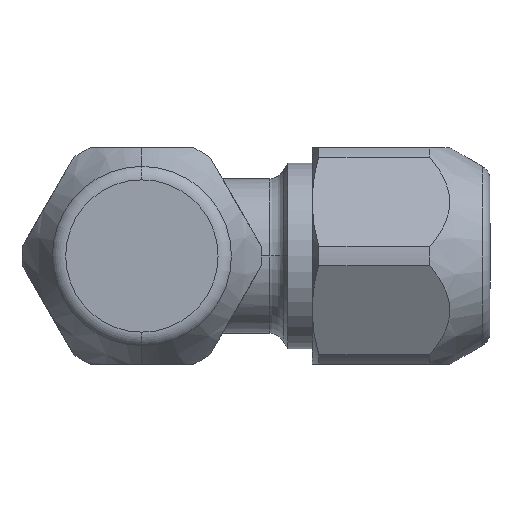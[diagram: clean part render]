
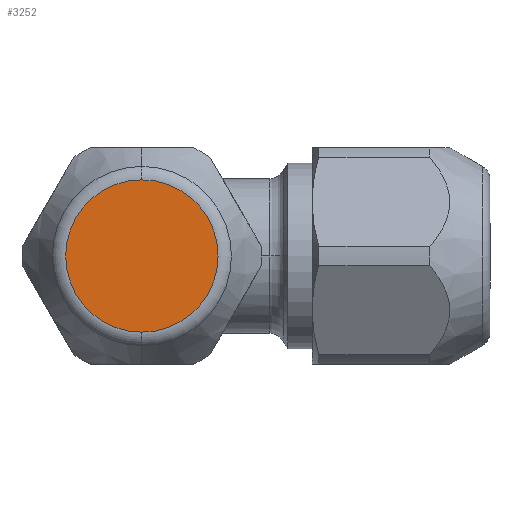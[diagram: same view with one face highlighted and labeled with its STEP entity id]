
A CAD part, left-side view. The second image highlights one B-rep face of the part: STEP entity #3252.
In plain terms, the highlighted planar face has unit normal (-1, 0, 0).
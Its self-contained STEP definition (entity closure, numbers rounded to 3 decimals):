
#77 = VERTEX_POINT ( 'NONE', #737 ) ;
#126 = VERTEX_POINT ( 'NONE', #786 ) ;
#393 = EDGE_LOOP ( 'NONE', ( #2810, #2811 ) ) ;
#663 = AXIS2_PLACEMENT_3D ( 'NONE', #1176, #1177, #1178 ) ;
#737 = CARTESIAN_POINT ( 'NONE',  ( -22.5, 0., -4.923 ) ) ;
#786 = CARTESIAN_POINT ( 'NONE',  ( -22.5, 0., 4.923 ) ) ;
#1176 = CARTESIAN_POINT ( 'NONE',  ( -22.5, 0., 0. ) ) ;
#1177 = DIRECTION ( 'NONE',  ( -1., 0., 0. ) ) ;
#1178 = DIRECTION ( 'NONE',  ( 0., 0., 1. ) ) ;
#2099 = FACE_OUTER_BOUND ( 'NONE', #393, .T. ) ;
#2240 = EDGE_CURVE ( 'NONE', #126, #77, #2932, .T. ) ;
#2658 = CIRCLE ( 'NONE', #663, 4.923 ) ;
#2810 = ORIENTED_EDGE ( 'NONE', *, *, #2240, .T. ) ;
#2811 = ORIENTED_EDGE ( 'NONE', *, *, #3490, .T. ) ;
#2932 = CIRCLE ( 'NONE', #3550, 4.923 ) ;
#3018 = CARTESIAN_POINT ( 'NONE',  ( -22.5, 0., 0. ) ) ;
#3019 = DIRECTION ( 'NONE',  ( -1., 0., 0. ) ) ;
#3020 = DIRECTION ( 'NONE',  ( 0., 0., 1. ) ) ;
#3252 = ADVANCED_FACE ( 'NONE', ( #2099 ), #4503, .T. ) ;
#3490 = EDGE_CURVE ( 'NONE', #77, #126, #2658, .T. ) ;
#3550 = AXIS2_PLACEMENT_3D ( 'NONE', #3018, #3019, #3020 ) ;
#4500 = CARTESIAN_POINT ( 'NONE',  ( -22.5, 0., 0. ) ) ;
#4503 = PLANE ( 'NONE',  #4983 ) ;
#4505 = DIRECTION ( 'NONE',  ( -1., 0., 0. ) ) ;
#4506 = DIRECTION ( 'NONE',  ( 0., 0., -1. ) ) ;
#4983 = AXIS2_PLACEMENT_3D ( 'NONE', #4500, #4505, #4506 ) ;
